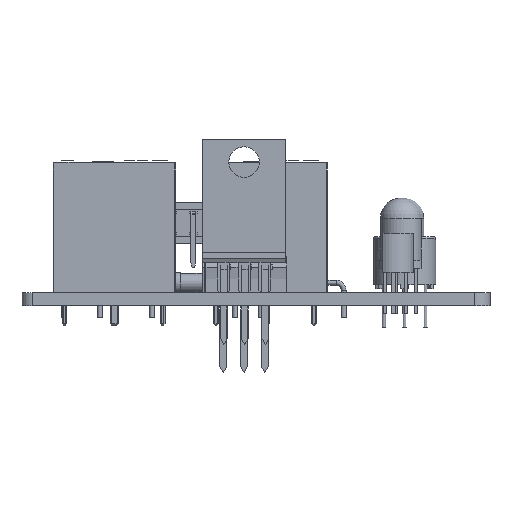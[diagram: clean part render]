
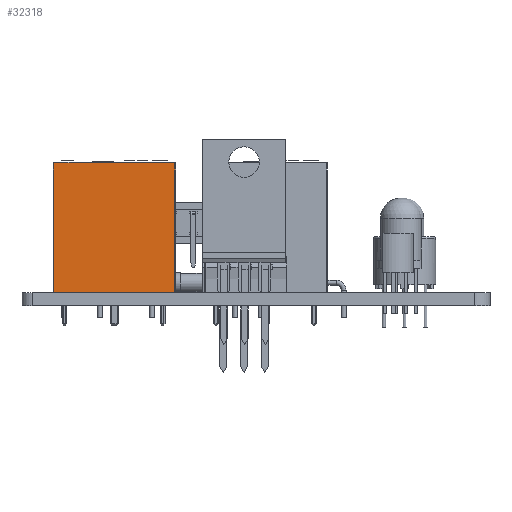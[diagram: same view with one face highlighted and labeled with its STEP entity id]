
A CAD part, left-side view. The second image highlights one B-rep face of the part: STEP entity #32318.
In plain terms, the highlighted planar face has unit normal (-1, 0, 0).
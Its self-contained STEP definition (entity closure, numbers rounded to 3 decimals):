
#32208 = VERTEX_POINT('',#32209);
#32209 = CARTESIAN_POINT('',(908.338,-10.253,0.));
#32216 = EDGE_CURVE('',#32208,#32217,#32219,.T.);
#32217 = VERTEX_POINT('',#32218);
#32218 = CARTESIAN_POINT('',(908.338,-25.053,0.));
#32219 = LINE('',#32220,#32221);
#32220 = CARTESIAN_POINT('',(908.338,-10.153,0.));
#32221 = VECTOR('',#32222,1.);
#32222 = DIRECTION('',(0.,-1.,0.));
#32241 = VERTEX_POINT('',#32242);
#32242 = CARTESIAN_POINT('',(908.338,-25.053,15.9));
#32249 = EDGE_CURVE('',#32217,#32241,#32250,.T.);
#32250 = LINE('',#32251,#32252);
#32251 = CARTESIAN_POINT('',(908.338,-25.053,0.));
#32252 = VECTOR('',#32253,1.);
#32253 = DIRECTION('',(0.,0.,1.));
#32318 = ADVANCED_FACE('',(#32319),#32337,.F.);
#32319 = FACE_BOUND('',#32320,.F.);
#32320 = EDGE_LOOP('',(#32321,#32322,#32330,#32336));
#32321 = ORIENTED_EDGE('',*,*,#32216,.F.);
#32322 = ORIENTED_EDGE('',*,*,#32323,.T.);
#32323 = EDGE_CURVE('',#32208,#32324,#32326,.T.);
#32324 = VERTEX_POINT('',#32325);
#32325 = CARTESIAN_POINT('',(908.338,-10.253,15.9));
#32326 = LINE('',#32327,#32328);
#32327 = CARTESIAN_POINT('',(908.338,-10.253,0.));
#32328 = VECTOR('',#32329,1.);
#32329 = DIRECTION('',(0.,0.,1.));
#32330 = ORIENTED_EDGE('',*,*,#32331,.T.);
#32331 = EDGE_CURVE('',#32324,#32241,#32332,.T.);
#32332 = LINE('',#32333,#32334);
#32333 = CARTESIAN_POINT('',(908.338,-10.153,15.9));
#32334 = VECTOR('',#32335,1.);
#32335 = DIRECTION('',(0.,-1.,0.));
#32336 = ORIENTED_EDGE('',*,*,#32249,.F.);
#32337 = PLANE('',#32338);
#32338 = AXIS2_PLACEMENT_3D('',#32339,#32340,#32341);
#32339 = CARTESIAN_POINT('',(908.338,-10.153,0.));
#32340 = DIRECTION('',(1.,0.,0.));
#32341 = DIRECTION('',(0.,-1.,0.));
